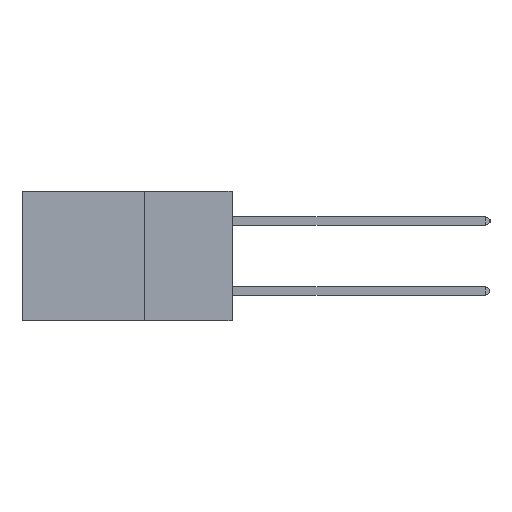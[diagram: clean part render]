
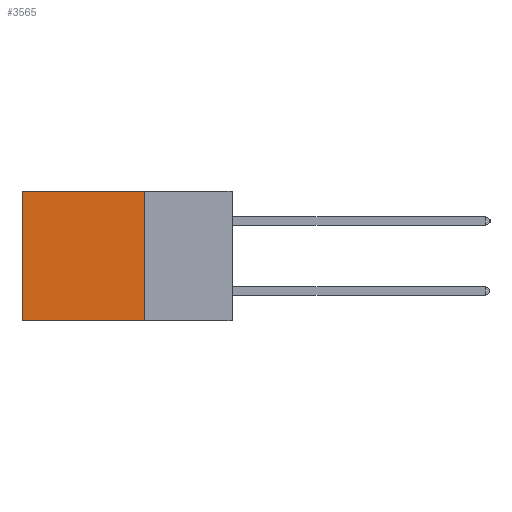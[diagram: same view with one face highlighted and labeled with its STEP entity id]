
A CAD part, left-side view. The second image highlights one B-rep face of the part: STEP entity #3565.
In plain terms, the highlighted planar face has unit normal (-1, 0, 0).
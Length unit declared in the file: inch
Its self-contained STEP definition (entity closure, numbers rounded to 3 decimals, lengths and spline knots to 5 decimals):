
#267 = EDGE_LOOP ( 'NONE', ( #3080, #10843, #480, #14413 ) ) ;
#480 = ORIENTED_EDGE ( 'NONE', *, *, #3150, .F. ) ;
#638 = VERTEX_POINT ( 'NONE', #4883 ) ;
#696 = VERTEX_POINT ( 'NONE', #2071 ) ;
#840 = VERTEX_POINT ( 'NONE', #3140 ) ;
#2071 = CARTESIAN_POINT ( 'NONE',  ( 0.2875, 0.25, 0. ) ) ;
#2154 = PLANE ( 'NONE',  #2997 ) ;
#2643 = VERTEX_POINT ( 'NONE', #10174 ) ;
#2997 = AXIS2_PLACEMENT_3D ( 'NONE', #3414, #5730, #13446 ) ;
#3080 = ORIENTED_EDGE ( 'NONE', *, *, #12598, .T. ) ;
#3140 = CARTESIAN_POINT ( 'NONE',  ( 0.2875, 0.6, -0.37 ) ) ;
#3150 = EDGE_CURVE ( 'NONE', #696, #2643, #8034, .T. ) ;
#3257 = LINE ( 'NONE', #12195, #14685 ) ;
#3414 = CARTESIAN_POINT ( 'NONE',  ( 0.2875, 0.25, 0. ) ) ;
#3565 = ADVANCED_FACE ( 'NONE', ( #10549 ), #2154, .F. ) ;
#3681 = CARTESIAN_POINT ( 'NONE',  ( 0.2875, 0.25, 0. ) ) ;
#3685 = VECTOR ( 'NONE', #8174, 39.37008 ) ;
#4359 = EDGE_CURVE ( 'NONE', #2643, #840, #11546, .T. ) ;
#4793 = CARTESIAN_POINT ( 'NONE',  ( 0.2875, 0.25, -0.37 ) ) ;
#4883 = CARTESIAN_POINT ( 'NONE',  ( 0.2875, 0.6, 0. ) ) ;
#4987 = VECTOR ( 'NONE', #9305, 39.37008 ) ;
#5730 = DIRECTION ( 'NONE',  ( 1., 0., 0. ) ) ;
#6028 = LINE ( 'NONE', #14636, #3685 ) ;
#6052 = VECTOR ( 'NONE', #12574, 39.37008 ) ;
#8034 = LINE ( 'NONE', #3681, #4987 ) ;
#8174 = DIRECTION ( 'NONE',  ( 0., 1., 0. ) ) ;
#8918 = EDGE_CURVE ( 'NONE', #696, #638, #6028, .T. ) ;
#9305 = DIRECTION ( 'NONE',  ( 0., 0., -1. ) ) ;
#10174 = CARTESIAN_POINT ( 'NONE',  ( 0.2875, 0.25, -0.37 ) ) ;
#10549 = FACE_OUTER_BOUND ( 'NONE', #267, .T. ) ;
#10843 = ORIENTED_EDGE ( 'NONE', *, *, #4359, .F. ) ;
#11546 = LINE ( 'NONE', #4793, #6052 ) ;
#12195 = CARTESIAN_POINT ( 'NONE',  ( 0.2875, 0.6, 0. ) ) ;
#12574 = DIRECTION ( 'NONE',  ( 0., 1., 0. ) ) ;
#12598 = EDGE_CURVE ( 'NONE', #638, #840, #3257, .T. ) ;
#13327 = DIRECTION ( 'NONE',  ( 0., 0., -1. ) ) ;
#13446 = DIRECTION ( 'NONE',  ( 0., 0., -1. ) ) ;
#14413 = ORIENTED_EDGE ( 'NONE', *, *, #8918, .T. ) ;
#14636 = CARTESIAN_POINT ( 'NONE',  ( 0.2875, 0.25, 0. ) ) ;
#14685 = VECTOR ( 'NONE', #13327, 39.37008 ) ;
